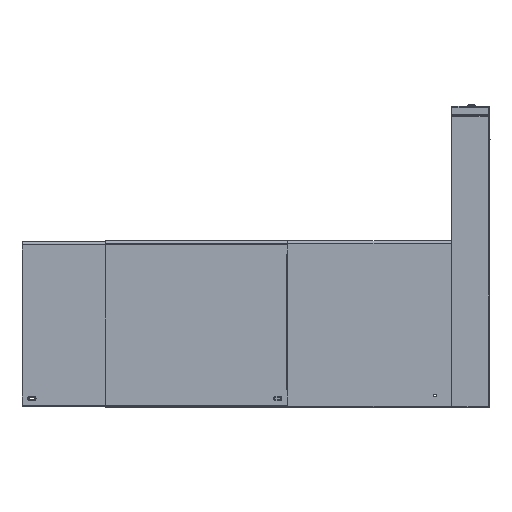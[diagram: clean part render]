
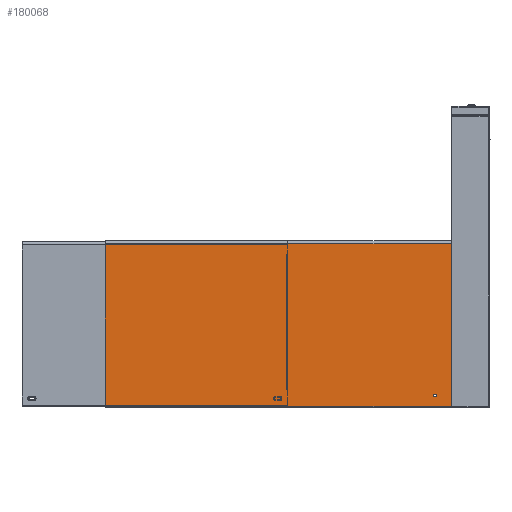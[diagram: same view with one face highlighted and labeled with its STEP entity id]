
A CAD part, left-side view. The second image highlights one B-rep face of the part: STEP entity #180068.
In plain terms, the highlighted planar face has unit normal (-1, 0, 0).
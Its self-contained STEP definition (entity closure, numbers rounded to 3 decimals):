
#176902=DIRECTION('',(0.,0.,1.));
#176903=VECTOR('',#176902,253.5);
#176904=CARTESIAN_POINT('',(-150.,-272.5,-258.5));
#176905=LINE('',#176904,#176903);
#176914=DIRECTION('',(0.,1.,0.));
#176915=VECTOR('',#176914,545.);
#176916=CARTESIAN_POINT('',(-150.,-272.5,-258.5));
#176917=LINE('',#176916,#176915);
#176918=CARTESIAN_POINT('',(-150.,-242.5,-241.9));
#176919=DIRECTION('',(1.,0.,0.));
#176920=DIRECTION('',(0.,1.,0.));
#176921=AXIS2_PLACEMENT_3D('',#176918,#176919,#176920);
#176923=CARTESIAN_POINT('',(-150.,-242.5,-241.9));
#176924=DIRECTION('',(1.,0.,0.));
#176925=DIRECTION('',(0.,-1.,0.));
#176926=AXIS2_PLACEMENT_3D('',#176923,#176924,#176925);
#176928=DIRECTION('',(0.,0.,1.));
#176929=VECTOR('',#176928,253.5);
#176930=CARTESIAN_POINT('',(-150.,272.5,-258.5));
#176931=LINE('',#176930,#176929);
#176954=DIRECTION('',(0.,1.,0.));
#176955=VECTOR('',#176954,545.);
#176956=CARTESIAN_POINT('',(-150.,-272.5,-5.));
#176957=LINE('',#176956,#176955);
#177988=CARTESIAN_POINT('',(-150.,-272.5,-258.5));
#177989=VERTEX_POINT('',#177988);
#177990=CARTESIAN_POINT('',(-150.,272.5,-258.5));
#177991=VERTEX_POINT('',#177990);
#177992=CARTESIAN_POINT('',(-150.,-272.5,-5.));
#177993=VERTEX_POINT('',#177992);
#177994=CARTESIAN_POINT('',(-150.,272.5,-5.));
#177995=VERTEX_POINT('',#177994);
#178120=CARTESIAN_POINT('',(-150.,-240.5,-241.9));
#178121=CARTESIAN_POINT('',(-150.,-244.5,-241.9));
#178122=VERTEX_POINT('',#178120);
#178123=VERTEX_POINT('',#178121);
#180049=CARTESIAN_POINT('',(-150.,-272.5,-258.5));
#180050=DIRECTION('',(-1.,0.,0.));
#180051=DIRECTION('',(0.,0.,1.));
#180052=AXIS2_PLACEMENT_3D('',#180049,#180050,#180051);
#180053=PLANE('',#180052);
#180054=ORIENTED_EDGE('',*,*,#180040,.F.);
#180055=ORIENTED_EDGE('',*,*,#179287,.T.);
#180057=ORIENTED_EDGE('',*,*,#180056,.T.);
#180059=ORIENTED_EDGE('',*,*,#180058,.F.);
#180060=EDGE_LOOP('',(#180054,#180055,#180057,#180059));
#180061=FACE_OUTER_BOUND('',#180060,.F.);
#180063=ORIENTED_EDGE('',*,*,#180062,.F.);
#180065=ORIENTED_EDGE('',*,*,#180064,.F.);
#180066=EDGE_LOOP('',(#180063,#180065));
#180067=FACE_BOUND('',#180066,.F.);
#180068=ADVANCED_FACE('',(#180061,#180067),#180053,.T.);
#176922=CIRCLE('',#176921,2.);
#176927=CIRCLE('',#176926,2.);
#179287=EDGE_CURVE('',#177989,#177991,#176917,.T.);
#180040=EDGE_CURVE('',#177989,#177993,#176905,.T.);
#180056=EDGE_CURVE('',#177991,#177995,#176931,.T.);
#180058=EDGE_CURVE('',#177993,#177995,#176957,.T.);
#180062=EDGE_CURVE('',#178122,#178123,#176922,.T.);
#180064=EDGE_CURVE('',#178123,#178122,#176927,.T.);
